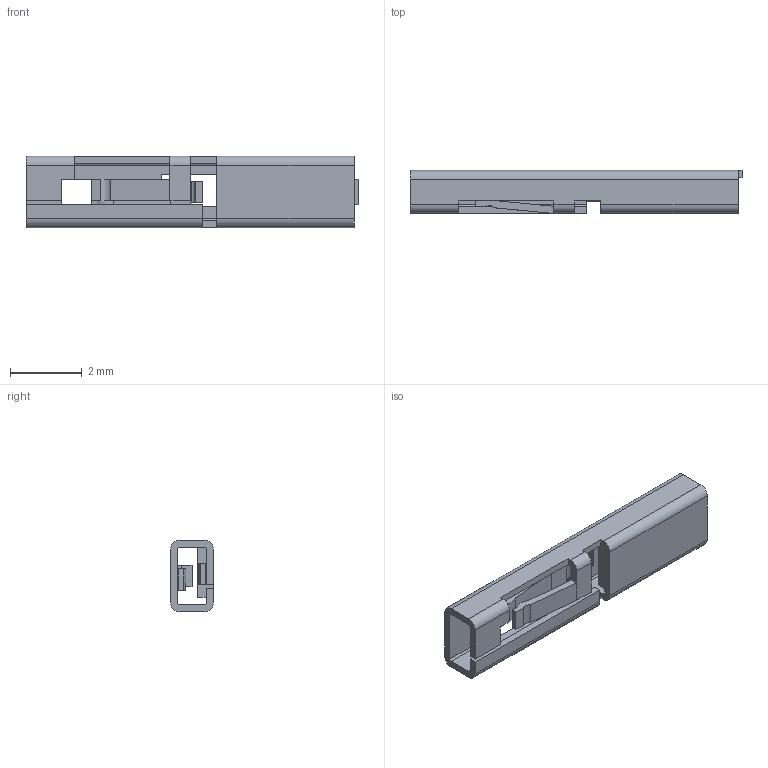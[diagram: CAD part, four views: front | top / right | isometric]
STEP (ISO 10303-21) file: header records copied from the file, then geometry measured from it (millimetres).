
FILE_DESCRIPTION( ( 'STEP AP214' ), '1' );
FILE_NAME( 'psolqas08112494630.stp', '2020-02-11T07:11:24', ( '' ), ( '' ), ' ', 'PARTsolutions', ' ' );
FILE_SCHEMA( ( 'AUTOMOTIVE_DESIGN { 1 0 10303 214 1 1 1 1 }' ) );
Length unit declared in the file: metre
Products named in the file (1): 1
Bounding box: 9.27 x 1.2 x 2 mm (x, y, z)
Volume: 9.6 mm3; surface area: 93.9 mm2
Topology: 1 solids, 1 shells, 92 faces, 280 edges, 186 vertices
Faces by surface type: plane 68, cylinder 24
Entity records: 3134 total; most frequent: CARTESIAN_POINT 564, ORIENTED_EDGE 560, DIRECTION 509, EDGE_CURVE 280, LINE 227, VECTOR 227, VERTEX_POINT 186, AXIS2_PLACEMENT_3D 141
